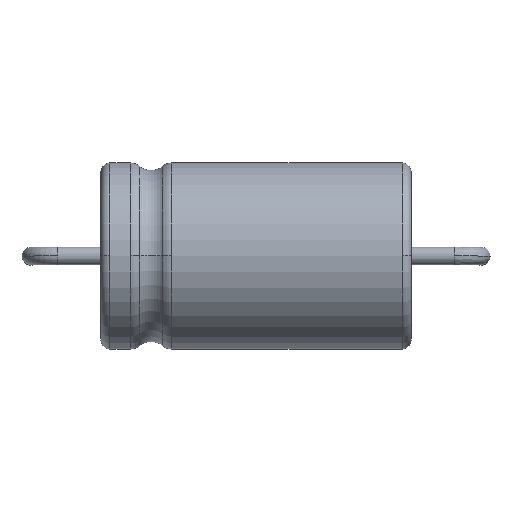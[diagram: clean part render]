
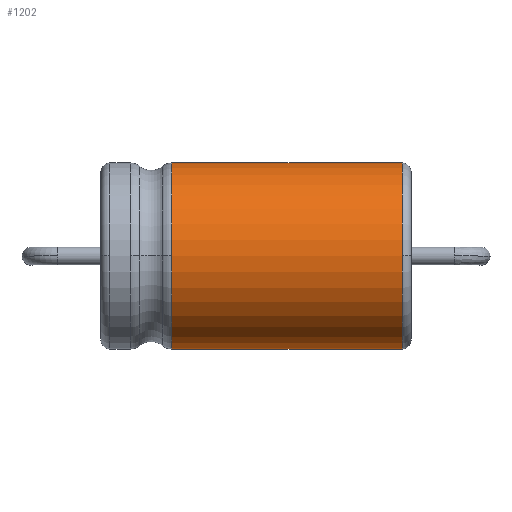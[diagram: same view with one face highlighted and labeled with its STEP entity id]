
A CAD part, top view. The second image highlights one B-rep face of the part: STEP entity #1202.
In plain terms, the highlighted cylindrical face has radius 3.15 mm (diameter 6.3 mm), a partial arc.
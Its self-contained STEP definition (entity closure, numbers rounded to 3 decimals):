
#1063=CARTESIAN_POINT('',(4.95,0.,6.3));
#1064=VERTEX_POINT('',#1063);
#1072=CARTESIAN_POINT('',(4.95,-3.15,3.15));
#1073=VERTEX_POINT('',#1072);
#1074=CARTESIAN_POINT('',(4.95,0.,3.15));
#1075=DIRECTION('',(1.0,0.0,0.0));
#1076=DIRECTION('',(0.0,-1.0,0.0));
#1077=AXIS2_PLACEMENT_3D('',#1074,#1075,#1076);
#1078=CIRCLE('',#1077,3.15);
#1079=EDGE_CURVE('',#1064,#1073,#1078,.T.);
#1153=CARTESIAN_POINT('',(0.,0.,3.15));
#1154=DIRECTION('',(-1.0,0.,0.));
#1155=DIRECTION('',(0.0,1.0,0.0));
#1156=AXIS2_PLACEMENT_3D('',#1153,#1154,#1155);
#1157=CYLINDRICAL_SURFACE('',#1156,3.15);
#1158=CARTESIAN_POINT('',(-2.852,3.15,3.15));
#1159=VERTEX_POINT('',#1158);
#1160=CARTESIAN_POINT('',(4.95,3.15,3.15));
#1161=VERTEX_POINT('',#1160);
#1162=CARTESIAN_POINT('',(-2.852,3.15,3.15));
#1163=DIRECTION('',(1.0,0.0,0.0));
#1164=VECTOR('',#1163,7.802);
#1165=LINE('',#1162,#1164);
#1166=EDGE_CURVE('',#1159,#1161,#1165,.T.);
#1167=ORIENTED_EDGE('',*,*,#1166,.F.);
#1168=CARTESIAN_POINT('',(-2.852,0.,6.3));
#1169=VERTEX_POINT('',#1168);
#1170=CARTESIAN_POINT('',(-2.852,0.,3.15));
#1171=DIRECTION('',(-1.0,0.0,0.0));
#1172=DIRECTION('',(0.0,1.0,0.0));
#1173=AXIS2_PLACEMENT_3D('',#1170,#1171,#1172);
#1174=CIRCLE('',#1173,3.15);
#1175=EDGE_CURVE('',#1169,#1159,#1174,.T.);
#1176=ORIENTED_EDGE('',*,*,#1175,.F.);
#1177=CARTESIAN_POINT('',(-2.852,-3.15,3.15));
#1178=VERTEX_POINT('',#1177);
#1179=CARTESIAN_POINT('',(-2.852,0.,3.15));
#1180=DIRECTION('',(-1.0,0.0,0.0));
#1181=DIRECTION('',(0.0,1.0,0.0));
#1182=AXIS2_PLACEMENT_3D('',#1179,#1180,#1181);
#1183=CIRCLE('',#1182,3.15);
#1184=EDGE_CURVE('',#1178,#1169,#1183,.T.);
#1185=ORIENTED_EDGE('',*,*,#1184,.F.);
#1186=CARTESIAN_POINT('',(-2.852,-3.15,3.15));
#1187=DIRECTION('',(1.0,0.0,0.0));
#1188=VECTOR('',#1187,7.802);
#1189=LINE('',#1186,#1188);
#1190=EDGE_CURVE('',#1178,#1073,#1189,.T.);
#1191=ORIENTED_EDGE('',*,*,#1190,.T.);
#1192=ORIENTED_EDGE('',*,*,#1079,.F.);
#1193=CARTESIAN_POINT('',(4.95,0.,3.15));
#1194=DIRECTION('',(1.0,0.0,0.0));
#1195=DIRECTION('',(0.0,-1.0,0.0));
#1196=AXIS2_PLACEMENT_3D('',#1193,#1194,#1195);
#1197=CIRCLE('',#1196,3.15);
#1198=EDGE_CURVE('',#1161,#1064,#1197,.T.);
#1199=ORIENTED_EDGE('',*,*,#1198,.F.);
#1200=EDGE_LOOP('',(#1167,#1176,#1185,#1191,#1192,#1199));
#1201=FACE_OUTER_BOUND('',#1200,.T.);
#1202=ADVANCED_FACE('',(#1201),#1157,.T.);
